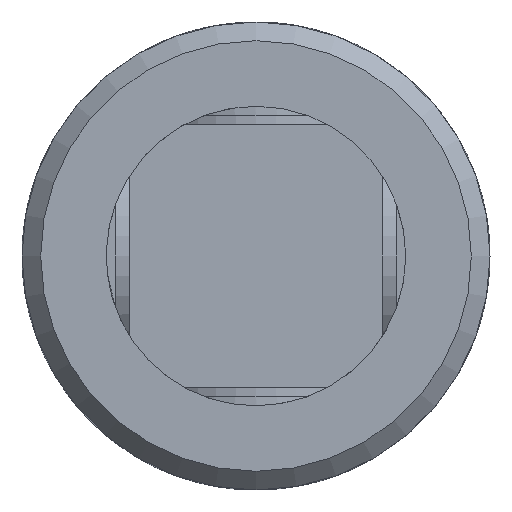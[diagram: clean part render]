
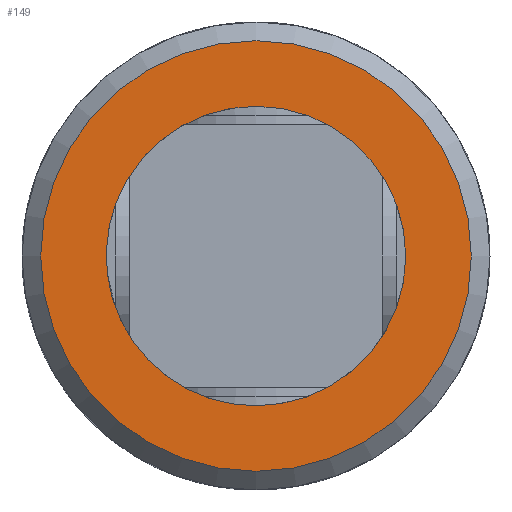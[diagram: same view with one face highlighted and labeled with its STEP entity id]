
A CAD part, left-side view. The second image highlights one B-rep face of the part: STEP entity #149.
In plain terms, the highlighted planar face has unit normal (-1, 0, 0).
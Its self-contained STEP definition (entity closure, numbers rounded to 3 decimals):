
#149 = ADVANCED_FACE( '', ( #293, #294 ), #295, .F. );
#293 = FACE_OUTER_BOUND( '', #447, .T. );
#294 = FACE_BOUND( '', #448, .T. );
#295 = PLANE( '', #449 );
#447 = EDGE_LOOP( '', ( #661 ) );
#448 = EDGE_LOOP( '', ( #662 ) );
#449 = AXIS2_PLACEMENT_3D( '', #663, #664, #665 );
#661 = ORIENTED_EDGE( '', *, *, #907, .F. );
#662 = ORIENTED_EDGE( '', *, *, #886, .T. );
#663 = CARTESIAN_POINT( '', ( 0., 0., 0. ) );
#664 = DIRECTION( '', ( 1., 0., 0. ) );
#665 = DIRECTION( '', ( 0., 0., -1. ) );
#886 = EDGE_CURVE( '', #1032, #1032, #1033, .T. );
#907 = EDGE_CURVE( '', #1066, #1066, #1067, .T. );
#1032 = VERTEX_POINT( '', #1378 );
#1033 = CIRCLE( '', #1379, 8. );
#1066 = VERTEX_POINT( '', #1614 );
#1067 = CIRCLE( '', #1615, 11.5 );
#1378 = CARTESIAN_POINT( '', ( 0., 0., -8. ) );
#1379 = AXIS2_PLACEMENT_3D( '', #1727, #1728, #1729 );
#1614 = CARTESIAN_POINT( '', ( 0., 0., -11.5 ) );
#1615 = AXIS2_PLACEMENT_3D( '', #1754, #1755, #1756 );
#1727 = CARTESIAN_POINT( '', ( 0., 0., 0. ) );
#1728 = DIRECTION( '', ( 1., 0., 0. ) );
#1729 = DIRECTION( '', ( 0., 0., -1. ) );
#1754 = CARTESIAN_POINT( '', ( 0., 0., 0. ) );
#1755 = DIRECTION( '', ( 1., 0., 0. ) );
#1756 = DIRECTION( '', ( 0., 0., -1. ) );
